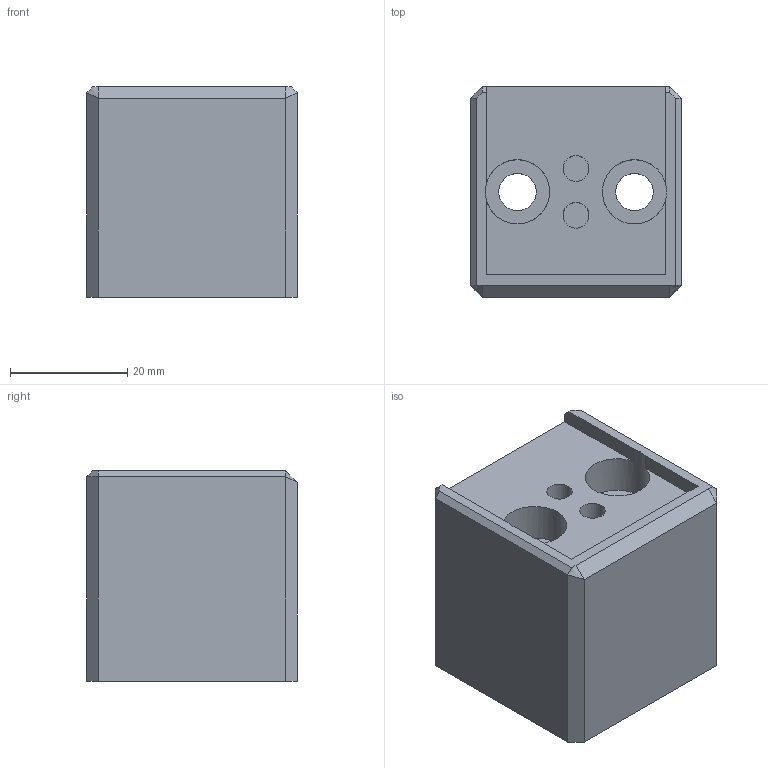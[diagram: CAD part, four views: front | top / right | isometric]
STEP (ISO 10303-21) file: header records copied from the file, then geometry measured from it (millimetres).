
FILE_DESCRIPTION(('FreeCAD Model'),'2;1');
FILE_NAME('Open CASCADE Shape Model','2025-02-19T16:54:30',('Author'),( ''),'Open CASCADE STEP processor 7.8','FreeCAD','Unknown');
FILE_SCHEMA(('AUTOMOTIVE_DESIGN { 1 0 10303 214 1 1 1 1 }'));
Length unit declared in the file: millimetre
Products named in the file (1): Chamfer
Bounding box: 36 x 36 x 36 mm (x, y, z)
Volume: 39918.8 mm3; surface area: 9800.3 mm2
Topology: 1 solids, 1 shells, 53 faces, 127 edges, 82 vertices
Faces by surface type: plane 43, cylinder 8, bspline 2
Full cylindrical faces by diameter (mm): 4.4 x4, 6.4 x2, 11 x2
Entity records: 1603 total; most frequent: CARTESIAN_POINT 341, ORIENTED_EDGE 254, DIRECTION 243, EDGE_CURVE 127, LINE 99, VECTOR 99, VERTEX_POINT 82, AXIS2_PLACEMENT_3D 72
